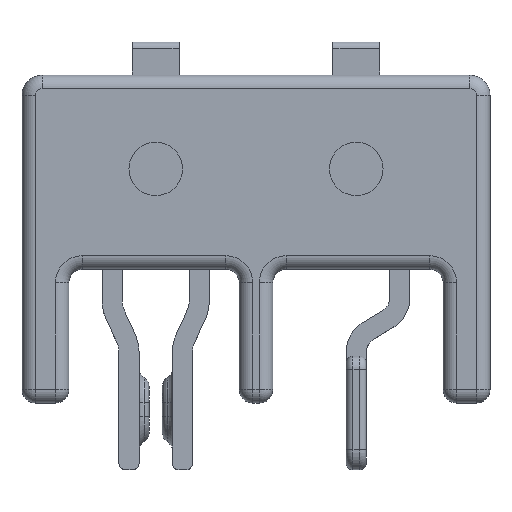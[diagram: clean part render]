
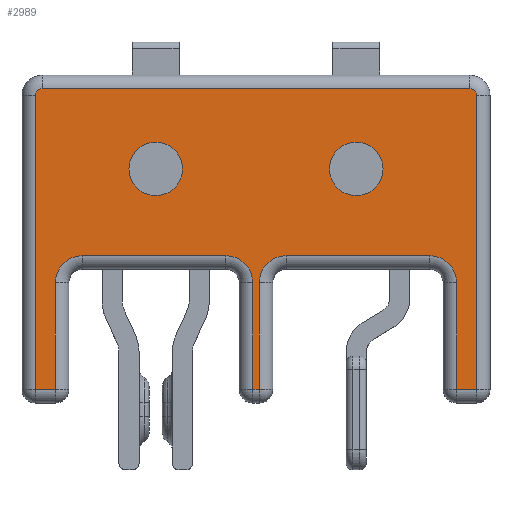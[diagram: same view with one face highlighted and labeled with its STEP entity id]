
A CAD part, top view. The second image highlights one B-rep face of the part: STEP entity #2989.
In plain terms, the highlighted planar face has unit normal (0, 0, 1).
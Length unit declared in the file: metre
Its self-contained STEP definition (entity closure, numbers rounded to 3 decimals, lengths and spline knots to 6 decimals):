
#185=CIRCLE('',#3279,0.0004);
#186=CIRCLE('',#3280,0.0004);
#187=CIRCLE('',#3281,0.0004);
#188=CIRCLE('',#3282,0.0004);
#189=CIRCLE('',#3283,0.0004);
#190=CIRCLE('',#3284,0.0001);
#191=CIRCLE('',#3285,0.0001);
#192=CIRCLE('',#3286,0.0004);
#544=ORIENTED_EDGE('',*,*,#1334,.F.);
#545=ORIENTED_EDGE('',*,*,#1335,.F.);
#546=ORIENTED_EDGE('',*,*,#1336,.F.);
#547=ORIENTED_EDGE('',*,*,#1337,.T.);
#548=ORIENTED_EDGE('',*,*,#1338,.T.);
#549=ORIENTED_EDGE('',*,*,#1339,.T.);
#550=ORIENTED_EDGE('',*,*,#1340,.F.);
#551=ORIENTED_EDGE('',*,*,#1341,.T.);
#552=ORIENTED_EDGE('',*,*,#1342,.F.);
#553=ORIENTED_EDGE('',*,*,#1343,.T.);
#554=ORIENTED_EDGE('',*,*,#1344,.T.);
#555=ORIENTED_EDGE('',*,*,#1345,.T.);
#556=ORIENTED_EDGE('',*,*,#1346,.T.);
#557=ORIENTED_EDGE('',*,*,#1347,.T.);
#558=ORIENTED_EDGE('',*,*,#1348,.T.);
#559=ORIENTED_EDGE('',*,*,#1349,.T.);
#560=ORIENTED_EDGE('',*,*,#1350,.T.);
#561=ORIENTED_EDGE('',*,*,#1351,.T.);
#562=ORIENTED_EDGE('',*,*,#1352,.F.);
#563=ORIENTED_EDGE('',*,*,#1353,.T.);
#1334=EDGE_CURVE('',#1732,#1732,#185,.T.);
#1335=EDGE_CURVE('',#1733,#1733,#186,.T.);
#1336=EDGE_CURVE('',#1734,#1735,#187,.T.);
#1337=EDGE_CURVE('',#1734,#1736,#1997,.F.);
#1338=EDGE_CURVE('',#1736,#1737,#1998,.F.);
#1339=EDGE_CURVE('',#1737,#1738,#1999,.T.);
#1340=EDGE_CURVE('',#1739,#1738,#188,.T.);
#1341=EDGE_CURVE('',#1739,#1740,#2000,.T.);
#1342=EDGE_CURVE('',#1741,#1740,#189,.T.);
#1343=EDGE_CURVE('',#1741,#1742,#2001,.F.);
#1344=EDGE_CURVE('',#1742,#1743,#2002,.F.);
#1345=EDGE_CURVE('',#1743,#1744,#2003,.T.);
#1346=EDGE_CURVE('',#1744,#1745,#190,.T.);
#1347=EDGE_CURVE('',#1745,#1746,#2004,.T.);
#1348=EDGE_CURVE('',#1746,#1747,#191,.T.);
#1349=EDGE_CURVE('',#1747,#1748,#2005,.F.);
#1350=EDGE_CURVE('',#1748,#1749,#2006,.F.);
#1351=EDGE_CURVE('',#1749,#1750,#2007,.T.);
#1352=EDGE_CURVE('',#1751,#1750,#192,.T.);
#1353=EDGE_CURVE('',#1751,#1735,#2008,.T.);
#1732=VERTEX_POINT('',#4832);
#1733=VERTEX_POINT('',#4834);
#1734=VERTEX_POINT('',#4836);
#1735=VERTEX_POINT('',#4837);
#1736=VERTEX_POINT('',#4839);
#1737=VERTEX_POINT('',#4841);
#1738=VERTEX_POINT('',#4843);
#1739=VERTEX_POINT('',#4845);
#1740=VERTEX_POINT('',#4847);
#1741=VERTEX_POINT('',#4849);
#1742=VERTEX_POINT('',#4851);
#1743=VERTEX_POINT('',#4853);
#1744=VERTEX_POINT('',#4855);
#1745=VERTEX_POINT('',#4857);
#1746=VERTEX_POINT('',#4859);
#1747=VERTEX_POINT('',#4861);
#1748=VERTEX_POINT('',#4863);
#1749=VERTEX_POINT('',#4865);
#1750=VERTEX_POINT('',#4867);
#1751=VERTEX_POINT('',#4869);
#1997=LINE('',#4838,#2285);
#1998=LINE('',#4840,#2286);
#1999=LINE('',#4842,#2287);
#2000=LINE('',#4846,#2288);
#2001=LINE('',#4850,#2289);
#2002=LINE('',#4852,#2290);
#2003=LINE('',#4854,#2291);
#2004=LINE('',#4858,#2292);
#2005=LINE('',#4862,#2293);
#2006=LINE('',#4864,#2294);
#2007=LINE('',#4866,#2295);
#2008=LINE('',#4870,#2296);
#2285=VECTOR('',#3846,1.);
#2286=VECTOR('',#3847,1.);
#2287=VECTOR('',#3848,1.);
#2288=VECTOR('',#3851,1.);
#2289=VECTOR('',#3854,1.);
#2290=VECTOR('',#3855,1.);
#2291=VECTOR('',#3856,1.);
#2292=VECTOR('',#3859,1.);
#2293=VECTOR('',#3862,1.);
#2294=VECTOR('',#3863,1.);
#2295=VECTOR('',#3864,1.);
#2296=VECTOR('',#3867,1.);
#2512=EDGE_LOOP('',(#544));
#2513=EDGE_LOOP('',(#545));
#2514=EDGE_LOOP('',(#546,#547,#548,#549,#550,#551,#552,#553,#554,#555,#556,
#557,#558,#559,#560,#561,#562,#563));
#2704=FACE_BOUND('',#2512,.T.);
#2705=FACE_BOUND('',#2513,.T.);
#2706=FACE_BOUND('',#2514,.T.);
#2871=PLANE('',#3278);
#2989=ADVANCED_FACE('',(#2704,#2705,#2706),#2871,.T.);
#3278=AXIS2_PLACEMENT_3D('',#4830,#3838,#3839);
#3279=AXIS2_PLACEMENT_3D('',#4831,#3840,#3841);
#3280=AXIS2_PLACEMENT_3D('',#4833,#3842,#3843);
#3281=AXIS2_PLACEMENT_3D('',#4835,#3844,#3845);
#3282=AXIS2_PLACEMENT_3D('',#4844,#3849,#3850);
#3283=AXIS2_PLACEMENT_3D('',#4848,#3852,#3853);
#3284=AXIS2_PLACEMENT_3D('',#4856,#3857,#3858);
#3285=AXIS2_PLACEMENT_3D('',#4860,#3860,#3861);
#3286=AXIS2_PLACEMENT_3D('',#4868,#3865,#3866);
#3838=DIRECTION('',(0.,0.,1.));
#3839=DIRECTION('',(1.,0.,0.));
#3840=DIRECTION('',(0.,0.,1.));
#3841=DIRECTION('',(1.,0.,0.));
#3842=DIRECTION('',(0.,0.,1.));
#3843=DIRECTION('',(1.,0.,0.));
#3844=DIRECTION('',(0.,0.,1.));
#3845=DIRECTION('',(1.,0.,0.));
#3846=DIRECTION('',(0.,1.,0.));
#3847=DIRECTION('',(-1.,0.,0.));
#3848=DIRECTION('',(0.,1.,0.));
#3849=DIRECTION('',(0.,0.,1.));
#3850=DIRECTION('',(1.,0.,0.));
#3851=DIRECTION('',(1.,0.,0.));
#3852=DIRECTION('',(0.,0.,1.));
#3853=DIRECTION('',(1.,0.,0.));
#3854=DIRECTION('',(0.,1.,0.));
#3855=DIRECTION('',(-1.,0.,0.));
#3856=DIRECTION('',(0.,1.,0.));
#3857=DIRECTION('',(0.,0.,1.));
#3858=DIRECTION('',(1.,0.,0.));
#3859=DIRECTION('',(-1.,0.,0.));
#3860=DIRECTION('',(0.,0.,1.));
#3861=DIRECTION('',(1.,0.,0.));
#3862=DIRECTION('',(0.,1.,0.));
#3863=DIRECTION('',(-1.,0.,0.));
#3864=DIRECTION('',(0.,1.,0.));
#3865=DIRECTION('',(0.,0.,1.));
#3866=DIRECTION('',(1.,0.,0.));
#3867=DIRECTION('',(1.,0.,0.));
#4830=CARTESIAN_POINT('',(0.,0.,0.002));
#4831=CARTESIAN_POINT('',(-0.0015,0.00105,0.002));
#4832=CARTESIAN_POINT('',(-0.0011,0.00105,0.002));
#4833=CARTESIAN_POINT('',(0.0015,0.00105,0.002));
#4834=CARTESIAN_POINT('',(0.0019,0.00105,0.002));
#4835=CARTESIAN_POINT('',(-0.00045,-0.00065,0.002));
#4836=CARTESIAN_POINT('',(-0.00005,-0.00065,0.002));
#4837=CARTESIAN_POINT('',(-0.00045,-0.00025,0.002));
#4838=CARTESIAN_POINT('',(-0.00005,-0.00245,0.002));
#4839=CARTESIAN_POINT('',(-0.00005,-0.00225,0.002));
#4840=CARTESIAN_POINT('',(0.,-0.00225,0.002));
#4841=CARTESIAN_POINT('',(0.00005,-0.00225,0.002));
#4842=CARTESIAN_POINT('',(0.00005,0.,0.002));
#4843=CARTESIAN_POINT('',(0.00005,-0.00065,0.002));
#4844=CARTESIAN_POINT('',(0.00045,-0.00065,0.002));
#4845=CARTESIAN_POINT('',(0.00045,-0.00025,0.002));
#4846=CARTESIAN_POINT('',(0.,-0.00025,0.002));
#4847=CARTESIAN_POINT('',(0.0026,-0.00025,0.002));
#4848=CARTESIAN_POINT('',(0.0026,-0.00065,0.002));
#4849=CARTESIAN_POINT('',(0.003,-0.00065,0.002));
#4850=CARTESIAN_POINT('',(0.003,-0.00245,0.002));
#4851=CARTESIAN_POINT('',(0.003,-0.00225,0.002));
#4852=CARTESIAN_POINT('',(0.,-0.00225,0.002));
#4853=CARTESIAN_POINT('',(0.0033,-0.00225,0.002));
#4854=CARTESIAN_POINT('',(0.0033,0.00215,0.002));
#4855=CARTESIAN_POINT('',(0.0033,0.00215,0.002));
#4856=CARTESIAN_POINT('',(0.0032,0.00215,0.002));
#4857=CARTESIAN_POINT('',(0.0032,0.00225,0.002));
#4858=CARTESIAN_POINT('',(-0.0032,0.00225,0.002));
#4859=CARTESIAN_POINT('',(-0.0032,0.00225,0.002));
#4860=CARTESIAN_POINT('',(-0.0032,0.00215,0.002));
#4861=CARTESIAN_POINT('',(-0.0033,0.00215,0.002));
#4862=CARTESIAN_POINT('',(-0.0033,0.,0.002));
#4863=CARTESIAN_POINT('',(-0.0033,-0.00225,0.002));
#4864=CARTESIAN_POINT('',(0.,-0.00225,0.002));
#4865=CARTESIAN_POINT('',(-0.003,-0.00225,0.002));
#4866=CARTESIAN_POINT('',(-0.003,0.,0.002));
#4867=CARTESIAN_POINT('',(-0.003,-0.00065,0.002));
#4868=CARTESIAN_POINT('',(-0.0026,-0.00065,0.002));
#4869=CARTESIAN_POINT('',(-0.0026,-0.00025,0.002));
#4870=CARTESIAN_POINT('',(0.,-0.00025,0.002));
